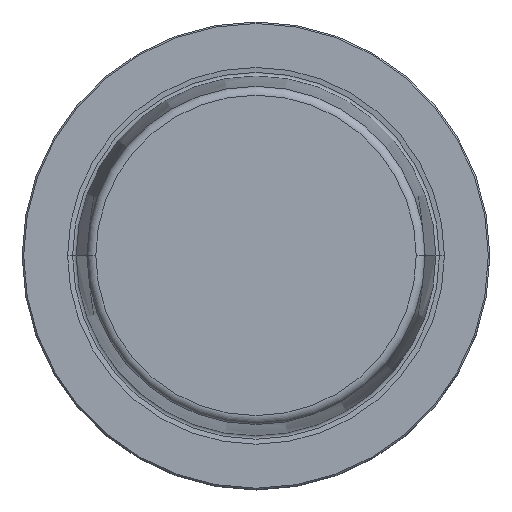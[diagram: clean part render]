
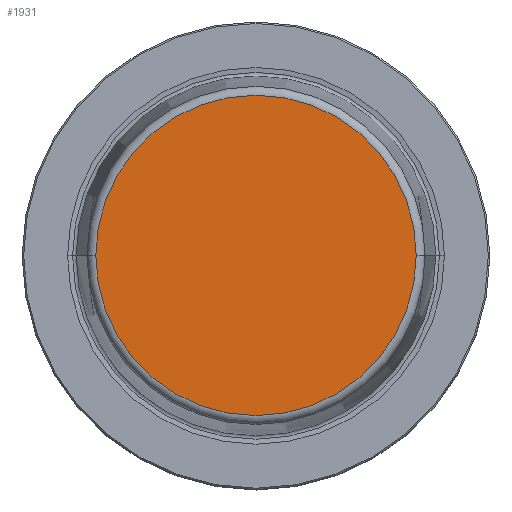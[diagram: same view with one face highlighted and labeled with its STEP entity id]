
A CAD part, top view. The second image highlights one B-rep face of the part: STEP entity #1931.
In plain terms, the highlighted planar face has unit normal (0, 0, 1).
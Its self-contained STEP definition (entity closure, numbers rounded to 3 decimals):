
#330=CARTESIAN_POINT('',(0.,0.,31.9));
#331=DIRECTION('',(0.,0.,1.));
#332=DIRECTION('',(1.,0.,0.));
#333=AXIS2_PLACEMENT_3D('',#330,#331,#332);
#338=CARTESIAN_POINT('',(0.,0.,31.9));
#339=DIRECTION('',(0.,0.,-1.));
#340=DIRECTION('',(1.,0.,0.));
#341=AXIS2_PLACEMENT_3D('',#338,#339,#340);
#1504=CARTESIAN_POINT('',(21.581,0.,31.9));
#1505=VERTEX_POINT('',#1504);
#1520=CARTESIAN_POINT('',(-21.581,0.,31.9));
#1521=VERTEX_POINT('',#1520);
#1922=CARTESIAN_POINT('',(0.,0.,31.9));
#1923=DIRECTION('',(0.,0.,-1.));
#1924=DIRECTION('',(-1.,0.,0.));
#1925=AXIS2_PLACEMENT_3D('',#1922,#1923,#1924);
#1926=PLANE('',#1925);
#1927=ORIENTED_EDGE('',*,*,#1915,.F.);
#1928=ORIENTED_EDGE('',*,*,#1904,.T.);
#1929=EDGE_LOOP('',(#1927,#1928));
#1930=FACE_OUTER_BOUND('',#1929,.F.);
#334=CIRCLE('',#333,21.581);
#342=CIRCLE('',#341,21.581);
#1904=EDGE_CURVE('',#1505,#1521,#342,.T.);
#1915=EDGE_CURVE('',#1505,#1521,#334,.T.);
#1931=ADVANCED_FACE('',(#1930),#1926,.F.);
